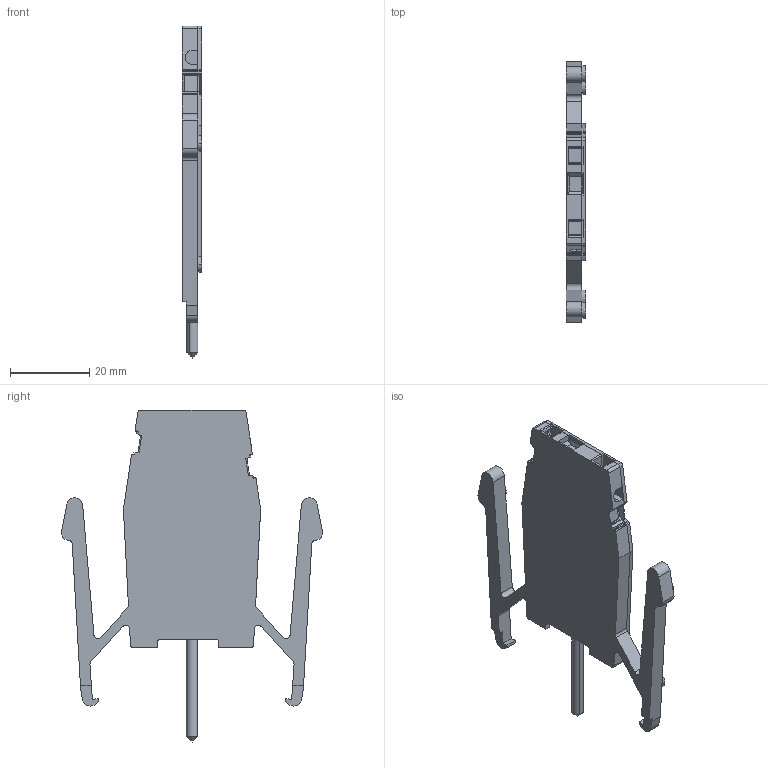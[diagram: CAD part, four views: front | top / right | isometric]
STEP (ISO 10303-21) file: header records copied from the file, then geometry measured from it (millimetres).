
FILE_DESCRIPTION(('CATIA V5 STEP Exchange','CAx-IF Rec.Pracs.--- Model Styling and Organization---1.4--- 2014-01-23'),'2;1');
FILE_NAME ('D1453915_0', '2020-06-09T05:07:33+00:00', ('none'), ('Weidmueller'), 'CATIA Version 5-6 Release 2016 SP3 HF44', 'CATIA V5 STEP AP214', 'none');
FILE_SCHEMA(('AUTOMOTIVE_DESIGN { 1 0 10303 214 1 1 1 1 }'));
Length unit declared in the file: millimetre
Products named in the file (1): 1632320000_WTA_2_WDU2-5-10_AllCATPart
Bounding box: 5 x 66.1 x 83.95 mm (x, y, z)
Volume: 10755.2 mm3; surface area: 11241 mm2
Topology: 3 solids, 3 shells, 371 faces, 1037 edges, 690 vertices
Faces by surface type: plane 217, cylinder 152, cone 2
Entity records: 11578 total; most frequent: CARTESIAN_POINT 2292, ORIENTED_EDGE 2070, DIRECTION 1619, EDGE_CURVE 1035, VECTOR 715, LINE 715, VERTEX_POINT 690, AXIS2_PLACEMENT_3D 595
